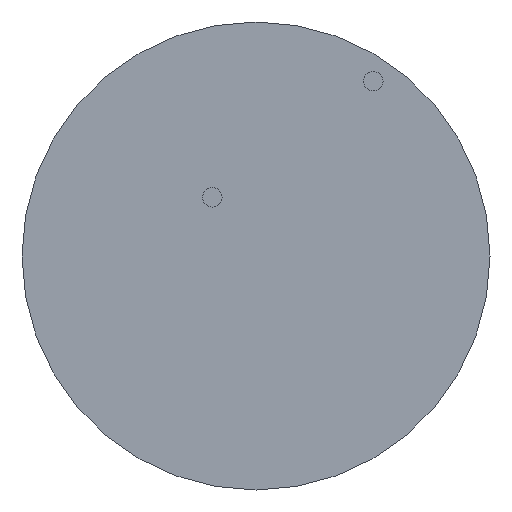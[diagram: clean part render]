
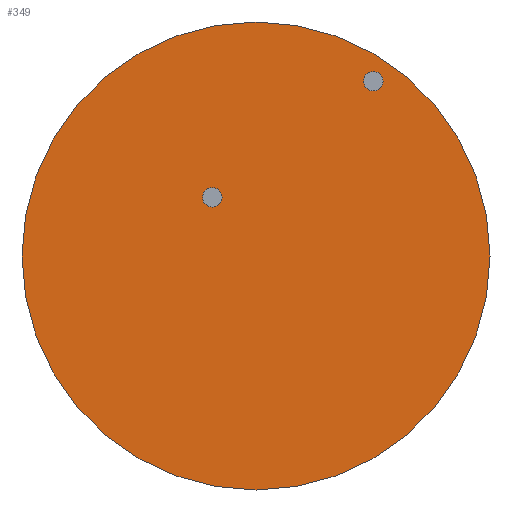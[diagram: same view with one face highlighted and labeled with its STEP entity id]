
A CAD part, front view. The second image highlights one B-rep face of the part: STEP entity #349.
In plain terms, the highlighted planar face has unit normal (0, -1, 0).
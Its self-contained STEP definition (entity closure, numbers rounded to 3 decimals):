
#4 = AXIS2_PLACEMENT_3D ( 'NONE', #137, #58, #369 ) ;
#19 = PLANE ( 'NONE',  #43 ) ;
#20 = DIRECTION ( 'NONE',  ( 0., 0., -1. ) ) ;
#25 = DIRECTION ( 'NONE',  ( 0., -1., 0. ) ) ;
#41 = ORIENTED_EDGE ( 'NONE', *, *, #220, .T. ) ;
#43 = AXIS2_PLACEMENT_3D ( 'NONE', #290, #57, #20 ) ;
#57 = DIRECTION ( 'NONE',  ( 0., -1., 0. ) ) ;
#58 = DIRECTION ( 'NONE',  ( 0., -1., 0. ) ) ;
#67 = VERTEX_POINT ( 'NONE', #139 ) ;
#72 = EDGE_CURVE ( 'NONE', #294, #67, #245, .T. ) ;
#96 = DIRECTION ( 'NONE',  ( 0., 0., -1. ) ) ;
#126 = EDGE_LOOP ( 'NONE', ( #391, #41 ) ) ;
#137 = CARTESIAN_POINT ( 'NONE',  ( 0., -3.9, 0. ) ) ;
#139 = CARTESIAN_POINT ( 'NONE',  ( 0., -3.9, -20.35 ) ) ;
#209 = AXIS2_PLACEMENT_3D ( 'NONE', #422, #25, #96 ) ;
#220 = EDGE_CURVE ( 'NONE', #67, #294, #340, .T. ) ;
#230 = FACE_OUTER_BOUND ( 'NONE', #126, .T. ) ;
#245 = CIRCLE ( 'NONE', #209, 20.35 ) ;
#290 = CARTESIAN_POINT ( 'NONE',  ( 0., -3.9, 0. ) ) ;
#294 = VERTEX_POINT ( 'NONE', #374 ) ;
#340 = CIRCLE ( 'NONE', #4, 20.35 ) ;
#349 = ADVANCED_FACE ( 'NONE', ( #230 ), #19, .T. ) ;
#369 = DIRECTION ( 'NONE',  ( 0., 0., -1. ) ) ;
#374 = CARTESIAN_POINT ( 'NONE',  ( 0., -3.9, 20.35 ) ) ;
#391 = ORIENTED_EDGE ( 'NONE', *, *, #72, .T. ) ;
#422 = CARTESIAN_POINT ( 'NONE',  ( 0., -3.9, 0. ) ) ;
